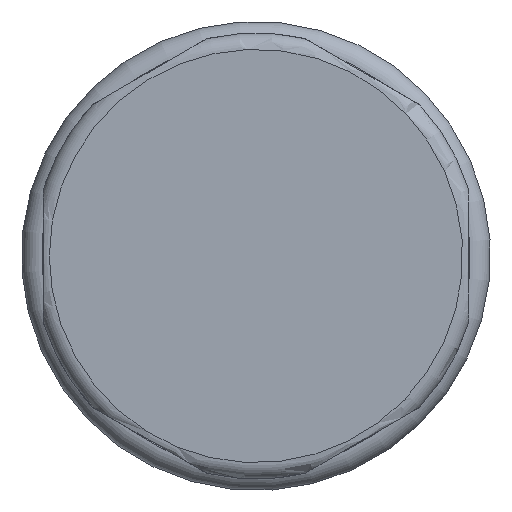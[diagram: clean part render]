
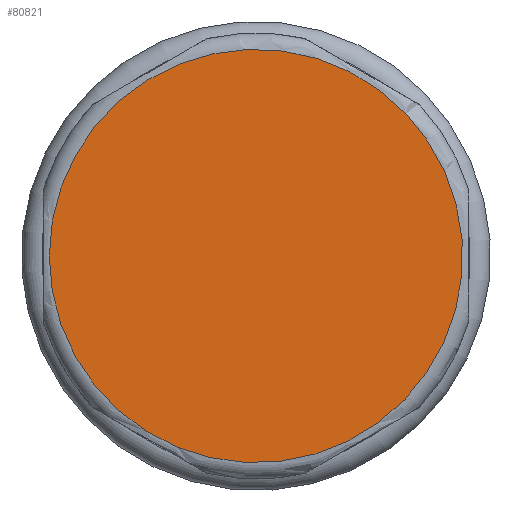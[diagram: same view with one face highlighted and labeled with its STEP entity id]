
A CAD part, left-side view. The second image highlights one B-rep face of the part: STEP entity #80821.
In plain terms, the highlighted planar face has unit normal (-1, 0, 0).
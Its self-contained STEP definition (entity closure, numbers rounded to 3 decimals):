
#80728=CARTESIAN_POINT('',(0.,10.2,0.0));
#80729=VERTEX_POINT('',#80728);
#80730=CARTESIAN_POINT('',(0.,0.0,0.0));
#80731=DIRECTION('',(1.0,0.0,0.0));
#80732=DIRECTION('',(0.0,-1.0,0.0));
#80733=AXIS2_PLACEMENT_3D('',#80730,#80731,#80732);
#80734=CIRCLE('',#80733,10.2);
#80735=EDGE_CURVE('',#80729,#80729,#80734,.T.);
#80813=CARTESIAN_POINT('',(0.,8.75,0.0));
#80814=DIRECTION('',(-1.0,0.0,0.0));
#80815=DIRECTION('',(0.0,0.0,1.0));
#80816=AXIS2_PLACEMENT_3D('',#80813,#80814,#80815);
#80817=PLANE('',#80816);
#80818=ORIENTED_EDGE('',*,*,#80735,.F.);
#80819=EDGE_LOOP('',(#80818));
#80820=FACE_OUTER_BOUND('',#80819,.T.);
#80821=ADVANCED_FACE('',(#80820),#80817,.T.);
